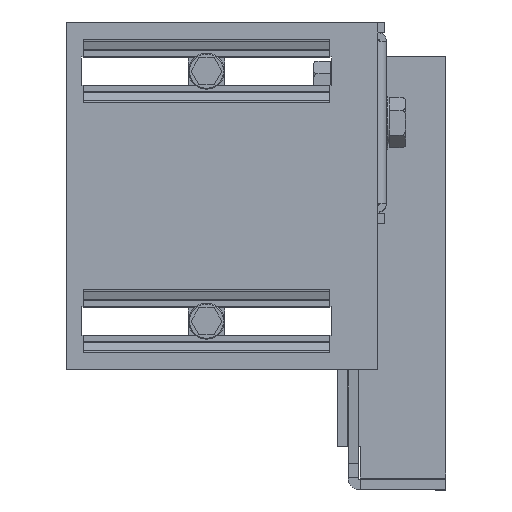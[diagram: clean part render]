
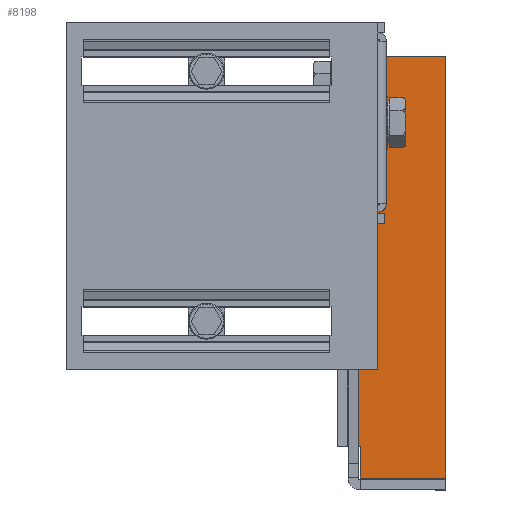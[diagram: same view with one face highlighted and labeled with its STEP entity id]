
A CAD part, top view. The second image highlights one B-rep face of the part: STEP entity #8198.
In plain terms, the highlighted planar face has unit normal (0, 0, 1).
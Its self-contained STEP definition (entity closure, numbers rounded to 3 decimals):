
#3 = CARTESIAN_POINT ( 'NONE',  ( 0.5, -97., 2.4 ) ) ;
#101 = CARTESIAN_POINT ( 'NONE',  ( 3.6, -106.4, 2.4 ) ) ;
#395 = EDGE_LOOP ( 'NONE', ( #2188, #3025, #10770, #10369, #4123, #7146 ) ) ;
#601 = CARTESIAN_POINT ( 'NONE',  ( 3.6, 20., 2.4 ) ) ;
#716 = CARTESIAN_POINT ( 'NONE',  ( 3.6, -107., 2.4 ) ) ;
#1027 = DIRECTION ( 'NONE',  ( 0., 1., 0. ) ) ;
#1208 = EDGE_CURVE ( 'NONE', #4274, #3620, #2507, .T. ) ;
#2188 = ORIENTED_EDGE ( 'NONE', *, *, #3770, .F. ) ;
#2198 = LINE ( 'NONE', #9028, #8652 ) ;
#2240 = VECTOR ( 'NONE', #8261, 1000. ) ;
#2369 = CARTESIAN_POINT ( 'NONE',  ( 0.5, -97., 2.4 ) ) ;
#2507 = LINE ( 'NONE', #2369, #2240 ) ;
#2710 = CARTESIAN_POINT ( 'NONE',  ( 29.2, -107., 2.4 ) ) ;
#2801 = VECTOR ( 'NONE', #6434, 1000. ) ;
#3025 = ORIENTED_EDGE ( 'NONE', *, *, #10571, .T. ) ;
#3150 = DIRECTION ( 'NONE',  ( 0., -1., 0. ) ) ;
#3424 = CARTESIAN_POINT ( 'NONE',  ( 0.5, 20., 2.4 ) ) ;
#3620 = VERTEX_POINT ( 'NONE', #10599 ) ;
#3634 = LINE ( 'NONE', #4971, #10059 ) ;
#3770 = EDGE_CURVE ( 'NONE', #4061, #10509, #3634, .T. ) ;
#3866 = LINE ( 'NONE', #2710, #5826 ) ;
#4061 = VERTEX_POINT ( 'NONE', #6966 ) ;
#4123 = ORIENTED_EDGE ( 'NONE', *, *, #1208, .T. ) ;
#4126 = DIRECTION ( 'NONE',  ( -1., 0., 0. ) ) ;
#4274 = VERTEX_POINT ( 'NONE', #9739 ) ;
#4768 = CARTESIAN_POINT ( 'NONE',  ( 29.2, 20., 2.4 ) ) ;
#4966 = DIRECTION ( 'NONE',  ( 0., 0., -1. ) ) ;
#4971 = CARTESIAN_POINT ( 'NONE',  ( 29.2, -106.4, 2.4 ) ) ;
#5385 = LINE ( 'NONE', #3, #8131 ) ;
#5826 = VECTOR ( 'NONE', #1027, 1000. ) ;
#5916 = DIRECTION ( 'NONE',  ( 0., 1., 0. ) ) ;
#6434 = DIRECTION ( 'NONE',  ( -1., 0., 0. ) ) ;
#6445 = FACE_OUTER_BOUND ( 'NONE', #395, .T. ) ;
#6966 = CARTESIAN_POINT ( 'NONE',  ( 29.2, -106.4, 2.4 ) ) ;
#7146 = ORIENTED_EDGE ( 'NONE', *, *, #8110, .T. ) ;
#7434 = AXIS2_PLACEMENT_3D ( 'NONE', #716, #4966, #10848 ) ;
#8110 = EDGE_CURVE ( 'NONE', #3620, #10509, #2198, .T. ) ;
#8131 = VECTOR ( 'NONE', #5916, 1000. ) ;
#8198 = ADVANCED_FACE ( 'NONE', ( #6445 ), #9983, .F. ) ;
#8252 = EDGE_CURVE ( 'NONE', #4274, #9428, #5385, .T. ) ;
#8261 = DIRECTION ( 'NONE',  ( 1., 0., 0. ) ) ;
#8609 = VERTEX_POINT ( 'NONE', #4768 ) ;
#8652 = VECTOR ( 'NONE', #3150, 1000. ) ;
#9028 = CARTESIAN_POINT ( 'NONE',  ( 3.6, -107., 2.4 ) ) ;
#9428 = VERTEX_POINT ( 'NONE', #3424 ) ;
#9491 = LINE ( 'NONE', #601, #2801 ) ;
#9739 = CARTESIAN_POINT ( 'NONE',  ( 0.5, -97., 2.4 ) ) ;
#9834 = EDGE_CURVE ( 'NONE', #8609, #9428, #9491, .T. ) ;
#9983 = PLANE ( 'NONE',  #7434 ) ;
#10059 = VECTOR ( 'NONE', #4126, 1000. ) ;
#10369 = ORIENTED_EDGE ( 'NONE', *, *, #8252, .F. ) ;
#10509 = VERTEX_POINT ( 'NONE', #101 ) ;
#10571 = EDGE_CURVE ( 'NONE', #4061, #8609, #3866, .T. ) ;
#10599 = CARTESIAN_POINT ( 'NONE',  ( 3.6, -97., 2.4 ) ) ;
#10770 = ORIENTED_EDGE ( 'NONE', *, *, #9834, .T. ) ;
#10848 = DIRECTION ( 'NONE',  ( -1., 0., 0. ) ) ;
